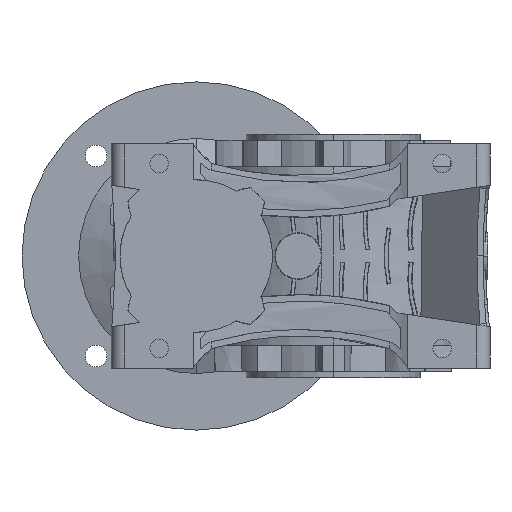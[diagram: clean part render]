
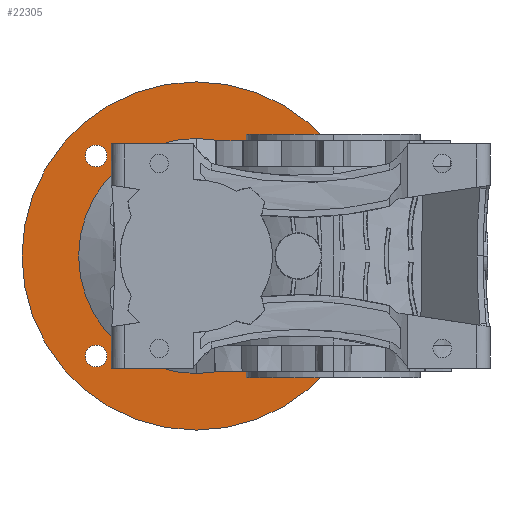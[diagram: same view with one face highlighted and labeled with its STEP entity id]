
A CAD part, left-side view. The second image highlights one B-rep face of the part: STEP entity #22305.
In plain terms, the highlighted face is planar.
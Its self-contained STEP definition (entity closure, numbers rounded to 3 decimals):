
#1769 = CARTESIAN_POINT ( 'NONE',  ( -5.5, 0., 54. ) ) ;
#1782 = CARTESIAN_POINT ( 'NONE',  ( -5.5, 0., -54. ) ) ;
#1785 = CARTESIAN_POINT ( 'NONE',  ( -5.5, 45.962, 50.962 ) ) ;
#1787 = CARTESIAN_POINT ( 'NONE',  ( -5.5, 0., 80. ) ) ;
#1837 = CARTESIAN_POINT ( 'NONE',  ( -5.5, -45.962, 50.962 ) ) ;
#1964 = CARTESIAN_POINT ( 'NONE',  ( -5.5, 45.962, -50.962 ) ) ;
#2205 = CARTESIAN_POINT ( 'NONE',  ( -5.5, 0., -80. ) ) ;
#6848 = CARTESIAN_POINT ( 'NONE',  ( -5.5, -45.962, -40.962 ) ) ;
#6851 = CARTESIAN_POINT ( 'NONE',  ( -5.5, 45.962, -40.962 ) ) ;
#6852 = CARTESIAN_POINT ( 'NONE',  ( -5.5, -45.962, 40.962 ) ) ;
#6855 = CARTESIAN_POINT ( 'NONE',  ( -5.5, 45.962, 40.962 ) ) ;
#7282 = FACE_BOUND ( 'NONE', #33018, .T. ) ;
#7293 = FACE_BOUND ( 'NONE', #33022, .T. ) ;
#7298 = FACE_BOUND ( 'NONE', #33016, .T. ) ;
#7299 = FACE_BOUND ( 'NONE', #33024, .T. ) ;
#7300 = FACE_BOUND ( 'NONE', #33025, .T. ) ;
#7301 = FACE_OUTER_BOUND ( 'NONE', #33019, .T. ) ;
#8017 = AXIS2_PLACEMENT_3D ( 'NONE', #9506, #9502, #9507 ) ;
#9160 = AXIS2_PLACEMENT_3D ( 'NONE', #46322, #46323, #46324 ) ;
#9502 = DIRECTION ( 'NONE',  ( -1., 0., 0. ) ) ;
#9504 = PLANE ( 'NONE',  #8017 ) ;
#9506 = CARTESIAN_POINT ( 'NONE',  ( -5.5, 80., 0. ) ) ;
#9507 = DIRECTION ( 'NONE',  ( 0., 0., 1. ) ) ;
#11026 = VERTEX_POINT ( 'NONE', #6852 ) ;
#11027 = VERTEX_POINT ( 'NONE', #6855 ) ;
#11030 = VERTEX_POINT ( 'NONE', #6851 ) ;
#11033 = VERTEX_POINT ( 'NONE', #6848 ) ;
#11340 = VERTEX_POINT ( 'NONE', #15001 ) ;
#11797 = EDGE_CURVE ( 'NONE', #37823, #37787, #26215, .T. ) ;
#11990 = EDGE_CURVE ( 'NONE', #11030, #38252, #26354, .T. ) ;
#11992 = EDGE_CURVE ( 'NONE', #38525, #37838, #26345, .T. ) ;
#11994 = EDGE_CURVE ( 'NONE', #11033, #11340, #26357, .T. ) ;
#11996 = EDGE_CURVE ( 'NONE', #37979, #11026, #26359, .T. ) ;
#12003 = EDGE_CURVE ( 'NONE', #37830, #11027, #26368, .T. ) ;
#12048 = EDGE_CURVE ( 'NONE', #38252, #11030, #26397, .T. ) ;
#12058 = EDGE_CURVE ( 'NONE', #11026, #37979, #26405, .T. ) ;
#12067 = EDGE_CURVE ( 'NONE', #11027, #37830, #26415, .T. ) ;
#12076 = EDGE_CURVE ( 'NONE', #37787, #37823, #26435, .T. ) ;
#12082 = EDGE_CURVE ( 'NONE', #37838, #38525, #26439, .T. ) ;
#12646 = CARTESIAN_POINT ( 'NONE',  ( -5.5, 45.962, -45.962 ) ) ;
#12647 = DIRECTION ( 'NONE',  ( -1., 0., 0. ) ) ;
#12648 = DIRECTION ( 'NONE',  ( 0., 0., 1. ) ) ;
#12650 = CARTESIAN_POINT ( 'NONE',  ( -5.5, 0., 0. ) ) ;
#12651 = DIRECTION ( 'NONE',  ( -1., 0., 0. ) ) ;
#12652 = DIRECTION ( 'NONE',  ( 0., 0., 1. ) ) ;
#12654 = CARTESIAN_POINT ( 'NONE',  ( -5.5, -45.962, -45.962 ) ) ;
#12655 = DIRECTION ( 'NONE',  ( -1., 0., 0. ) ) ;
#12656 = DIRECTION ( 'NONE',  ( 0., 0., 1. ) ) ;
#12659 = CARTESIAN_POINT ( 'NONE',  ( -5.5, -45.962, 45.962 ) ) ;
#12660 = DIRECTION ( 'NONE',  ( -1., 0., 0. ) ) ;
#12661 = DIRECTION ( 'NONE',  ( 0., 0., 1. ) ) ;
#12664 = CARTESIAN_POINT ( 'NONE',  ( -5.5, 45.962, 45.962 ) ) ;
#12665 = DIRECTION ( 'NONE',  ( -1., 0., 0. ) ) ;
#12666 = DIRECTION ( 'NONE',  ( 0., 0., 1. ) ) ;
#12732 = CARTESIAN_POINT ( 'NONE',  ( -5.5, 45.962, -45.962 ) ) ;
#12733 = DIRECTION ( 'NONE',  ( -1., 0., 0. ) ) ;
#12734 = DIRECTION ( 'NONE',  ( 0., 0., 1. ) ) ;
#12746 = CARTESIAN_POINT ( 'NONE',  ( -5.5, -45.962, 45.962 ) ) ;
#12747 = DIRECTION ( 'NONE',  ( -1., 0., 0. ) ) ;
#12748 = DIRECTION ( 'NONE',  ( 0., 0., 1. ) ) ;
#12754 = CARTESIAN_POINT ( 'NONE',  ( -5.5, 45.962, 45.962 ) ) ;
#12755 = DIRECTION ( 'NONE',  ( -1., 0., 0. ) ) ;
#12756 = DIRECTION ( 'NONE',  ( 0., 0., 1. ) ) ;
#12769 = CARTESIAN_POINT ( 'NONE',  ( -5.5, 0., 0. ) ) ;
#12770 = DIRECTION ( 'NONE',  ( -1., 0., 0. ) ) ;
#12771 = DIRECTION ( 'NONE',  ( 0., 0., 1. ) ) ;
#12773 = CARTESIAN_POINT ( 'NONE',  ( -5.5, 0., 0. ) ) ;
#12774 = DIRECTION ( 'NONE',  ( -1., 0., 0. ) ) ;
#12775 = DIRECTION ( 'NONE',  ( 0., 0., 1. ) ) ;
#14357 = ORIENTED_EDGE ( 'NONE', *, *, #11996, .T. ) ;
#14379 = ORIENTED_EDGE ( 'NONE', *, *, #12076, .T. ) ;
#14418 = ORIENTED_EDGE ( 'NONE', *, *, #12048, .T. ) ;
#14425 = ORIENTED_EDGE ( 'NONE', *, *, #11797, .T. ) ;
#14445 = ORIENTED_EDGE ( 'NONE', *, *, #11994, .T. ) ;
#14450 = ORIENTED_EDGE ( 'NONE', *, *, #12003, .T. ) ;
#14468 = ORIENTED_EDGE ( 'NONE', *, *, #12058, .T. ) ;
#14470 = ORIENTED_EDGE ( 'NONE', *, *, #12067, .T. ) ;
#14471 = ORIENTED_EDGE ( 'NONE', *, *, #12082, .F. ) ;
#14477 = ORIENTED_EDGE ( 'NONE', *, *, #11992, .F. ) ;
#14483 = ORIENTED_EDGE ( 'NONE', *, *, #42179, .T. ) ;
#14484 = ORIENTED_EDGE ( 'NONE', *, *, #11990, .T. ) ;
#15001 = CARTESIAN_POINT ( 'NONE',  ( -5.5, -45.962, -50.962 ) ) ;
#18676 = AXIS2_PLACEMENT_3D ( 'NONE', #32573, #32574, #32575 ) ;
#18723 = AXIS2_PLACEMENT_3D ( 'NONE', #12646, #12647, #12648 ) ;
#18725 = AXIS2_PLACEMENT_3D ( 'NONE', #12650, #12651, #12652 ) ;
#18726 = AXIS2_PLACEMENT_3D ( 'NONE', #12654, #12655, #12656 ) ;
#18728 = AXIS2_PLACEMENT_3D ( 'NONE', #12659, #12660, #12661 ) ;
#18730 = AXIS2_PLACEMENT_3D ( 'NONE', #12664, #12665, #12666 ) ;
#18738 = AXIS2_PLACEMENT_3D ( 'NONE', #12732, #12733, #12734 ) ;
#18744 = AXIS2_PLACEMENT_3D ( 'NONE', #12746, #12747, #12748 ) ;
#18747 = AXIS2_PLACEMENT_3D ( 'NONE', #12754, #12755, #12756 ) ;
#18752 = AXIS2_PLACEMENT_3D ( 'NONE', #12769, #12770, #12771 ) ;
#18754 = AXIS2_PLACEMENT_3D ( 'NONE', #12773, #12774, #12775 ) ;
#22305 = ADVANCED_FACE ( 'NONE', ( #7293, #7282, #7300, #7298, #7301, #7299 ), #9504, .F. ) ;
#26215 = CIRCLE ( 'NONE', #18676, 54. ) ;
#26345 = CIRCLE ( 'NONE', #18725, 80. ) ;
#26354 = CIRCLE ( 'NONE', #18723, 5. ) ;
#26357 = CIRCLE ( 'NONE', #18726, 5. ) ;
#26359 = CIRCLE ( 'NONE', #18728, 5. ) ;
#26368 = CIRCLE ( 'NONE', #18730, 5. ) ;
#26397 = CIRCLE ( 'NONE', #18738, 5. ) ;
#26405 = CIRCLE ( 'NONE', #18744, 5. ) ;
#26415 = CIRCLE ( 'NONE', #18747, 5. ) ;
#26435 = CIRCLE ( 'NONE', #18752, 54. ) ;
#26439 = CIRCLE ( 'NONE', #18754, 80. ) ;
#32573 = CARTESIAN_POINT ( 'NONE',  ( -5.5, 0., 0. ) ) ;
#32574 = DIRECTION ( 'NONE',  ( -1., 0., 0. ) ) ;
#32575 = DIRECTION ( 'NONE',  ( 0., 0., 1. ) ) ;
#33016 = EDGE_LOOP ( 'NONE', ( #14450, #14470 ) ) ;
#33018 = EDGE_LOOP ( 'NONE', ( #14445, #14483 ) ) ;
#33019 = EDGE_LOOP ( 'NONE', ( #14471, #14477 ) ) ;
#33022 = EDGE_LOOP ( 'NONE', ( #14484, #14418 ) ) ;
#33024 = EDGE_LOOP ( 'NONE', ( #14379, #14425 ) ) ;
#33025 = EDGE_LOOP ( 'NONE', ( #14357, #14468 ) ) ;
#37787 = VERTEX_POINT ( 'NONE', #1769 ) ;
#37823 = VERTEX_POINT ( 'NONE', #1782 ) ;
#37830 = VERTEX_POINT ( 'NONE', #1785 ) ;
#37838 = VERTEX_POINT ( 'NONE', #1787 ) ;
#37979 = VERTEX_POINT ( 'NONE', #1837 ) ;
#38252 = VERTEX_POINT ( 'NONE', #1964 ) ;
#38525 = VERTEX_POINT ( 'NONE', #2205 ) ;
#41404 = CIRCLE ( 'NONE', #9160, 5. ) ;
#42179 = EDGE_CURVE ( 'NONE', #11340, #11033, #41404, .T. ) ;
#46322 = CARTESIAN_POINT ( 'NONE',  ( -5.5, -45.962, -45.962 ) ) ;
#46323 = DIRECTION ( 'NONE',  ( -1., 0., 0. ) ) ;
#46324 = DIRECTION ( 'NONE',  ( 0., 0., 1. ) ) ;
